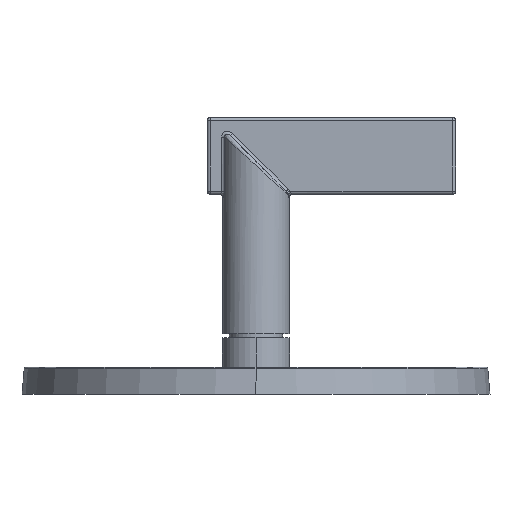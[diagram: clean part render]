
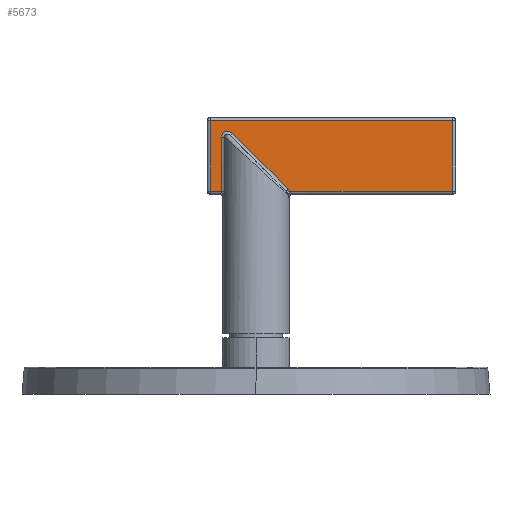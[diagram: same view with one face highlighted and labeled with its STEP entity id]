
A CAD part, left-side view. The second image highlights one B-rep face of the part: STEP entity #5673.
In plain terms, the highlighted planar face has unit normal (-1, 0, 0).
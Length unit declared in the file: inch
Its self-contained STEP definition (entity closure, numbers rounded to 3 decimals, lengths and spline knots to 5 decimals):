
#1866=DIRECTION('',(0.,1.,0.));
#1867=VECTOR('',#1866,2.08751);
#1868=CARTESIAN_POINT('',(-0.118,-2.52,2.606));
#1869=LINE('',#1868,#1867);
#1875=DIRECTION('',(0.,0.,-1.));
#1876=VECTOR('',#1875,0.904);
#1877=CARTESIAN_POINT('',(-0.118,-2.52,3.51));
#1878=LINE('',#1877,#1876);
#1905=CARTESIAN_POINT('',(-0.118,-0.41313,
2.63244));
#1906=CARTESIAN_POINT('',(-0.118,-0.41515,
2.63042));
#1907=CARTESIAN_POINT('',(-0.118,-0.41899,
2.62627));
#1908=CARTESIAN_POINT('',(-0.118,-0.42413,
2.61977));
#1909=CARTESIAN_POINT('',(-0.118,-0.42867,
2.61301));
#1910=CARTESIAN_POINT('',(-0.118,-0.43129,
2.60836));
#1911=CARTESIAN_POINT('',(-0.118,-0.43249,
2.606));
#2037=CARTESIAN_POINT('',(-0.118,0.44265,
3.29969));
#2038=CARTESIAN_POINT('',(-0.118,0.44265,
3.30222));
#2039=CARTESIAN_POINT('',(-0.118,0.44241,
3.30726));
#2040=CARTESIAN_POINT('',(-0.118,0.44138,
3.31466));
#2041=CARTESIAN_POINT('',(-0.118,0.43965,
3.32185));
#2042=CARTESIAN_POINT('',(-0.118,0.43728,
3.32876));
#2043=CARTESIAN_POINT('',(-0.118,0.43429,
3.33531));
#2044=CARTESIAN_POINT('',(-0.118,0.43073,
3.34148));
#2045=CARTESIAN_POINT('',(-0.118,0.42661,
3.34723));
#2046=CARTESIAN_POINT('',(-0.118,0.42197,
3.35255));
#2047=CARTESIAN_POINT('',(-0.118,0.41683,
3.35738));
#2048=CARTESIAN_POINT('',(-0.118,0.41124,
3.3617));
#2049=CARTESIAN_POINT('',(-0.118,0.40521,
3.36547));
#2050=CARTESIAN_POINT('',(-0.118,0.39879,
3.36868));
#2051=CARTESIAN_POINT('',(-0.118,0.39201,
3.37128));
#2052=CARTESIAN_POINT('',(-0.118,0.38492,
3.37325));
#2053=CARTESIAN_POINT('',(-0.118,0.37754,
3.37455));
#2054=CARTESIAN_POINT('',(-0.118,0.36993,
3.37516));
#2055=CARTESIAN_POINT('',(-0.118,0.36212,
3.37504));
#2056=CARTESIAN_POINT('',(-0.118,0.35417,
3.37417));
#2057=CARTESIAN_POINT('',(-0.118,0.34614,
3.37253));
#2058=CARTESIAN_POINT('',(-0.118,0.33808,3.37008));
#2059=CARTESIAN_POINT('',(-0.118,0.33003,
3.36682));
#2060=CARTESIAN_POINT('',(-0.118,0.3221,
3.36273));
#2061=CARTESIAN_POINT('',(-0.118,0.31437,
3.35782));
#2062=CARTESIAN_POINT('',(-0.118,0.30694,
3.35212));
#2063=CARTESIAN_POINT('',(-0.118,0.30226,
3.34783));
#2064=CARTESIAN_POINT('',(-0.118,0.29999,
3.34556));
#2101=DIRECTION('',(0.,-0.707,-0.707));
#2102=VECTOR('',#2101,1.00851);
#2103=CARTESIAN_POINT('',(-0.118,0.29999,
3.34556));
#2104=LINE('',#2103,#2102);
#2109=DIRECTION('',(0.,0.,-1.));
#2110=VECTOR('',#2109,0.69369);
#2111=CARTESIAN_POINT('',(-0.118,0.44265,
3.29969));
#2112=LINE('',#2111,#2110);
#2128=CARTESIAN_POINT('',(-0.118,0.44265,
2.606));
#2173=DIRECTION('',(0.,1.,0.));
#2174=VECTOR('',#2173,0.14435);
#2175=CARTESIAN_POINT('',(-0.118,0.44265,
2.606));
#2176=LINE('',#2175,#2174);
#2213=DIRECTION('',(0.,0.,-1.));
#2214=VECTOR('',#2213,0.904);
#2215=CARTESIAN_POINT('',(-0.118,0.587,3.51));
#2216=LINE('',#2215,#2214);
#2227=DIRECTION('',(0.,-1.,0.));
#2228=VECTOR('',#2227,3.107);
#2229=CARTESIAN_POINT('',(-0.118,0.587,3.51));
#2230=LINE('',#2229,#2228);
#3035=VERTEX_POINT('',#1905);
#3036=VERTEX_POINT('',#1911);
#3039=CARTESIAN_POINT('',(-0.118,0.29999,
3.34556));
#3040=VERTEX_POINT('',#3039);
#3041=VERTEX_POINT('',#2037);
#3049=VERTEX_POINT('',#2128);
#3081=CARTESIAN_POINT('',(-0.118,-2.52,3.51));
#3082=CARTESIAN_POINT('',(-0.118,-2.52,2.606));
#3083=VERTEX_POINT('',#3081);
#3084=VERTEX_POINT('',#3082);
#3109=CARTESIAN_POINT('',(-0.118,0.587,3.51));
#3110=CARTESIAN_POINT('',(-0.118,0.587,2.606));
#3111=VERTEX_POINT('',#3109);
#3112=VERTEX_POINT('',#3110);
#5650=CARTESIAN_POINT('',(-0.118,-2.56,3.55));
#5651=DIRECTION('',(-1.,0.,0.));
#5652=DIRECTION('',(0.,1.,0.));
#5653=AXIS2_PLACEMENT_3D('',#5650,#5651,#5652);
#5654=PLANE('',#5653);
#5655=ORIENTED_EDGE('',*,*,#5640,.T.);
#5656=ORIENTED_EDGE('',*,*,#5617,.T.);
#5658=ORIENTED_EDGE('',*,*,#5657,.F.);
#5660=ORIENTED_EDGE('',*,*,#5659,.F.);
#5662=ORIENTED_EDGE('',*,*,#5661,.F.);
#5664=ORIENTED_EDGE('',*,*,#5663,.T.);
#5666=ORIENTED_EDGE('',*,*,#5665,.T.);
#5668=ORIENTED_EDGE('',*,*,#5667,.F.);
#5670=ORIENTED_EDGE('',*,*,#5669,.T.);
#5671=EDGE_LOOP('',(#5655,#5656,#5658,#5660,#5662,#5664,#5666,#5668,#5670));
#5672=FACE_OUTER_BOUND('',#5671,.F.);
#5673=ADVANCED_FACE('',(#5672),#5654,.T.);
#1912=B_SPLINE_CURVE_WITH_KNOTS('',3,(#1905,#1906,#1907,#1908,#1909,#1910,
#1911),.UNSPECIFIED.,.F.,.F.,(4,1,1,1,4),(0.,0.25,0.5,0.75,1.),
.UNSPECIFIED.);
#2065=B_SPLINE_CURVE_WITH_KNOTS('',3,(#2037,#2038,#2039,#2040,#2041,#2042,#2043,
#2044,#2045,#2046,#2047,#2048,#2049,#2050,#2051,#2052,#2053,#2054,#2055,#2056,
#2057,#2058,#2059,#2060,#2061,#2062,#2063,#2064),.UNSPECIFIED.,.F.,.F.,(4,1,1,1,
1,1,1,1,1,1,1,1,1,1,1,1,1,1,1,1,1,1,1,1,1,4),(0.,0.04,0.08,0.12,0.16,
0.2,0.24,0.28,0.32,0.36,0.4,0.44,0.48,0.52,0.56,0.6,
0.64,0.68,0.72,0.76,0.8,0.84,0.88,0.92,0.96,1.),
.UNSPECIFIED.);
#5617=EDGE_CURVE('',#3084,#3036,#1869,.T.);
#5640=EDGE_CURVE('',#3083,#3084,#1878,.T.);
#5657=EDGE_CURVE('',#3035,#3036,#1912,.T.);
#5659=EDGE_CURVE('',#3040,#3035,#2104,.T.);
#5661=EDGE_CURVE('',#3041,#3040,#2065,.T.);
#5663=EDGE_CURVE('',#3041,#3049,#2112,.T.);
#5665=EDGE_CURVE('',#3049,#3112,#2176,.T.);
#5667=EDGE_CURVE('',#3111,#3112,#2216,.T.);
#5669=EDGE_CURVE('',#3111,#3083,#2230,.T.);
